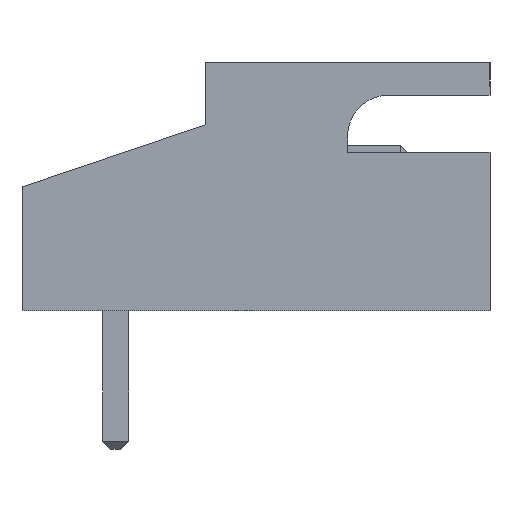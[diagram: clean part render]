
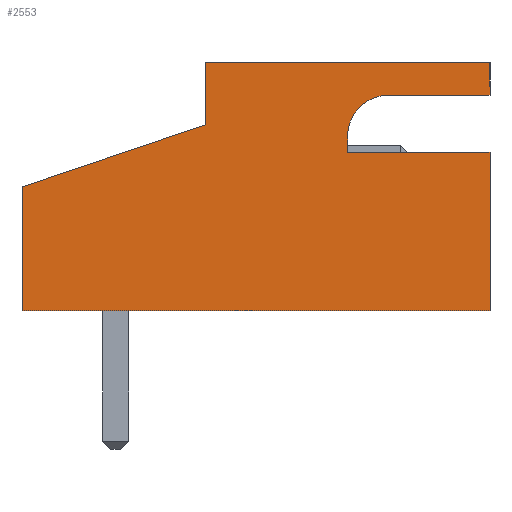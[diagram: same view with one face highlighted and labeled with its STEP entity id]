
A CAD part, left-side view. The second image highlights one B-rep face of the part: STEP entity #2553.
In plain terms, the highlighted face is planar.
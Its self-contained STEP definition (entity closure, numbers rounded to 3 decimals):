
#37 = VECTOR ( 'NONE', #2881, 1000. ) ;
#85 = CARTESIAN_POINT ( 'NONE',  ( 2.45, -9.2, -5.3 ) ) ;
#197 = VECTOR ( 'NONE', #2182, 1000. ) ;
#230 = DIRECTION ( 'NONE',  ( 0., -1., 0. ) ) ;
#260 = CARTESIAN_POINT ( 'NONE',  ( 2.45, -9.2, -6.1 ) ) ;
#293 = VERTEX_POINT ( 'NONE', #1420 ) ;
#519 = ORIENTED_EDGE ( 'NONE', *, *, #1815, .F. ) ;
#520 = VECTOR ( 'NONE', #2342, 1000. ) ;
#532 = AXIS2_PLACEMENT_3D ( 'NONE', #2961, #3288, #3667 ) ;
#535 = CARTESIAN_POINT ( 'NONE',  ( 2.45, 2.3, 0. ) ) ;
#642 = ORIENTED_EDGE ( 'NONE', *, *, #4749, .F. ) ;
#672 = AXIS2_PLACEMENT_3D ( 'NONE', #2223, #1123, #230 ) ;
#682 = EDGE_CURVE ( 'NONE', #3780, #832, #4691, .T. ) ;
#733 = EDGE_CURVE ( 'NONE', #2797, #2766, #1722, .T. ) ;
#817 = DIRECTION ( 'NONE',  ( 0., -0.947, -0.321 ) ) ;
#823 = CARTESIAN_POINT ( 'NONE',  ( 2.45, 2.3, 0. ) ) ;
#832 = VERTEX_POINT ( 'NONE', #2755 ) ;
#846 = DIRECTION ( 'NONE',  ( 0., 0., -1. ) ) ;
#876 = CARTESIAN_POINT ( 'NONE',  ( 2.45, -5.7, 0. ) ) ;
#960 = CARTESIAN_POINT ( 'NONE',  ( 2.45, -9.2, 0. ) ) ;
#980 = EDGE_CURVE ( 'NONE', #3130, #3705, #4723, .T. ) ;
#1007 = DIRECTION ( 'NONE',  ( 0., 1., 0. ) ) ;
#1047 = FACE_OUTER_BOUND ( 'NONE', #1664, .T. ) ;
#1122 = ORIENTED_EDGE ( 'NONE', *, *, #3557, .F. ) ;
#1123 = DIRECTION ( 'NONE',  ( -1., 0., 0. ) ) ;
#1185 = ORIENTED_EDGE ( 'NONE', *, *, #980, .F. ) ;
#1211 = LINE ( 'NONE', #823, #4323 ) ;
#1221 = EDGE_CURVE ( 'NONE', #2966, #2797, #4512, .T. ) ;
#1403 = EDGE_CURVE ( 'NONE', #2614, #2766, #1826, .T. ) ;
#1420 = CARTESIAN_POINT ( 'NONE',  ( 2.45, 2.3, -3.05 ) ) ;
#1664 = EDGE_LOOP ( 'NONE', ( #2187, #2098, #2314, #642, #3758, #1122, #2676, #3803, #519, #1185, #2378 ) ) ;
#1721 = LINE ( 'NONE', #960, #4545 ) ;
#1722 = LINE ( 'NONE', #260, #4643 ) ;
#1768 = CARTESIAN_POINT ( 'NONE',  ( 2.45, -6.7, -5.3 ) ) ;
#1815 = EDGE_CURVE ( 'NONE', #3705, #3780, #3775, .T. ) ;
#1826 = LINE ( 'NONE', #3332, #37 ) ;
#2059 = VERTEX_POINT ( 'NONE', #4298 ) ;
#2098 = ORIENTED_EDGE ( 'NONE', *, *, #733, .F. ) ;
#2116 = LINE ( 'NONE', #2159, #3150 ) ;
#2159 = CARTESIAN_POINT ( 'NONE',  ( 2.45, -9.2, -5.3 ) ) ;
#2182 = DIRECTION ( 'NONE',  ( 0., -1., 0. ) ) ;
#2187 = ORIENTED_EDGE ( 'NONE', *, *, #1403, .T. ) ;
#2223 = CARTESIAN_POINT ( 'NONE',  ( 2.45, -9.2, 0. ) ) ;
#2297 = DIRECTION ( 'NONE',  ( 0., 0., 1. ) ) ;
#2314 = ORIENTED_EDGE ( 'NONE', *, *, #1221, .F. ) ;
#2342 = DIRECTION ( 'NONE',  ( 0., 0., 1. ) ) ;
#2378 = ORIENTED_EDGE ( 'NONE', *, *, #3132, .F. ) ;
#2497 = DIRECTION ( 'NONE',  ( 0., 1., 0. ) ) ;
#2522 = CARTESIAN_POINT ( 'NONE',  ( 2.45, -9.2, -3.9 ) ) ;
#2553 = ADVANCED_FACE ( 'NONE', ( #1047 ), #4433, .F. ) ;
#2607 = CARTESIAN_POINT ( 'NONE',  ( 2.45, -2.2, -4.575 ) ) ;
#2614 = VERTEX_POINT ( 'NONE', #85 ) ;
#2652 = EDGE_CURVE ( 'NONE', #3938, #293, #1211, .T. ) ;
#2676 = ORIENTED_EDGE ( 'NONE', *, *, #3915, .F. ) ;
#2680 = CARTESIAN_POINT ( 'NONE',  ( 2.45, 2.3, -3.05 ) ) ;
#2755 = CARTESIAN_POINT ( 'NONE',  ( 2.45, -9.2, -3.9 ) ) ;
#2766 = VERTEX_POINT ( 'NONE', #4218 ) ;
#2797 = VERTEX_POINT ( 'NONE', #3837 ) ;
#2881 = DIRECTION ( 'NONE',  ( 0., 0., -1. ) ) ;
#2961 = CARTESIAN_POINT ( 'NONE',  ( 2.45, -6.7, -4.3 ) ) ;
#2966 = VERTEX_POINT ( 'NONE', #2607 ) ;
#3098 = VECTOR ( 'NONE', #2297, 1000. ) ;
#3099 = LINE ( 'NONE', #4575, #520 ) ;
#3130 = VERTEX_POINT ( 'NONE', #1768 ) ;
#3132 = EDGE_CURVE ( 'NONE', #2614, #3130, #2116, .T. ) ;
#3150 = VECTOR ( 'NONE', #1007, 1000. ) ;
#3174 = CARTESIAN_POINT ( 'NONE',  ( 2.45, -5.7, -4.3 ) ) ;
#3181 = VECTOR ( 'NONE', #817, 1000. ) ;
#3288 = DIRECTION ( 'NONE',  ( 1., 0., 0. ) ) ;
#3332 = CARTESIAN_POINT ( 'NONE',  ( 2.45, -9.2, 0. ) ) ;
#3382 = LINE ( 'NONE', #2680, #3181 ) ;
#3408 = VECTOR ( 'NONE', #846, 1000. ) ;
#3557 = EDGE_CURVE ( 'NONE', #2059, #3938, #1721, .T. ) ;
#3667 = DIRECTION ( 'NONE',  ( 0., 0., -1. ) ) ;
#3705 = VERTEX_POINT ( 'NONE', #3174 ) ;
#3758 = ORIENTED_EDGE ( 'NONE', *, *, #2652, .F. ) ;
#3775 = LINE ( 'NONE', #876, #3098 ) ;
#3780 = VERTEX_POINT ( 'NONE', #4034 ) ;
#3803 = ORIENTED_EDGE ( 'NONE', *, *, #682, .F. ) ;
#3837 = CARTESIAN_POINT ( 'NONE',  ( 2.45, -2.2, -6.1 ) ) ;
#3915 = EDGE_CURVE ( 'NONE', #832, #2059, #3099, .T. ) ;
#3938 = VERTEX_POINT ( 'NONE', #535 ) ;
#4034 = CARTESIAN_POINT ( 'NONE',  ( 2.45, -5.7, -3.9 ) ) ;
#4170 = CARTESIAN_POINT ( 'NONE',  ( 2.45, -2.2, 0. ) ) ;
#4218 = CARTESIAN_POINT ( 'NONE',  ( 2.45, -9.2, -6.1 ) ) ;
#4298 = CARTESIAN_POINT ( 'NONE',  ( 2.45, -9.2, 0. ) ) ;
#4323 = VECTOR ( 'NONE', #4533, 1000. ) ;
#4433 = PLANE ( 'NONE',  #672 ) ;
#4512 = LINE ( 'NONE', #4170, #3408 ) ;
#4533 = DIRECTION ( 'NONE',  ( 0., 0., -1. ) ) ;
#4545 = VECTOR ( 'NONE', #2497, 1000. ) ;
#4575 = CARTESIAN_POINT ( 'NONE',  ( 2.45, -9.2, 0. ) ) ;
#4643 = VECTOR ( 'NONE', #4721, 1000. ) ;
#4691 = LINE ( 'NONE', #2522, #197 ) ;
#4721 = DIRECTION ( 'NONE',  ( 0., -1., 0. ) ) ;
#4723 = CIRCLE ( 'NONE', #532, 1. ) ;
#4749 = EDGE_CURVE ( 'NONE', #293, #2966, #3382, .T. ) ;
